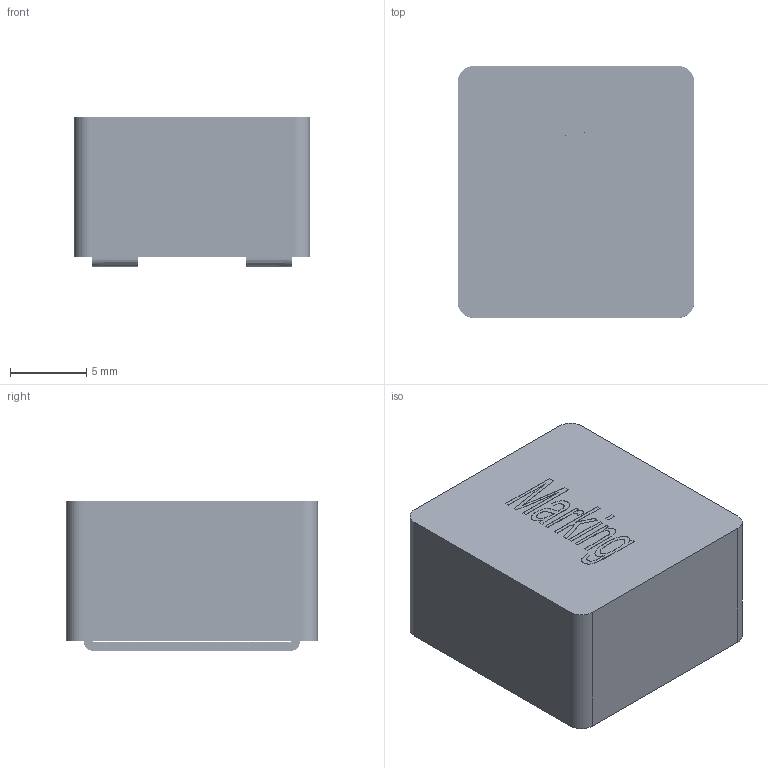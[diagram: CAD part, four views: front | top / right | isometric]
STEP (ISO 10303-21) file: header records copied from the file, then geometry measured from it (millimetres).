
FILE_DESCRIPTION(/* description */ (''),/* implementation_level */ '2;1');
FILE_NAME(/* name */ 'TMPF1510-4R7-D.stp',/* time_stamp */ '2020-07-17T14:05:07+08:00',/* author */ (''),/* organization */ (''),/* preprocessor_version */ 'ST-DEVELOPER v16.7',/* originating_system */ 'SIEMENS PLM Software NX 12.0',/* authorisation */ '');
FILE_SCHEMA (('AUTOMOTIVE_DESIGN { 1 0 10303 214 3 1 1 1 }'));
Length unit declared in the file: millimetre
Products named in the file (1): TMPF1510-4R7-D
Bounding box: 15.5 x 16.5 x 9.81 mm (x, y, z)
Surface area: 3822.5 mm2
Topology: 13 solids, 13 shells, 150 faces, 363 edges, 242 vertices
Faces by surface type: plane 92, extrusion 45, bspline 8, cylinder 5
Full cylindrical faces by diameter (mm): 7 x1
Entity records: 21779 total; most frequent: CARTESIAN_POINT 18577, ORIENTED_EDGE 720, DIRECTION 405, EDGE_CURVE 360, B_SPLINE_CURVE_WITH_KNOTS 251, VERTEX_POINT 242, VECTOR 189, EDGE_LOOP 160
